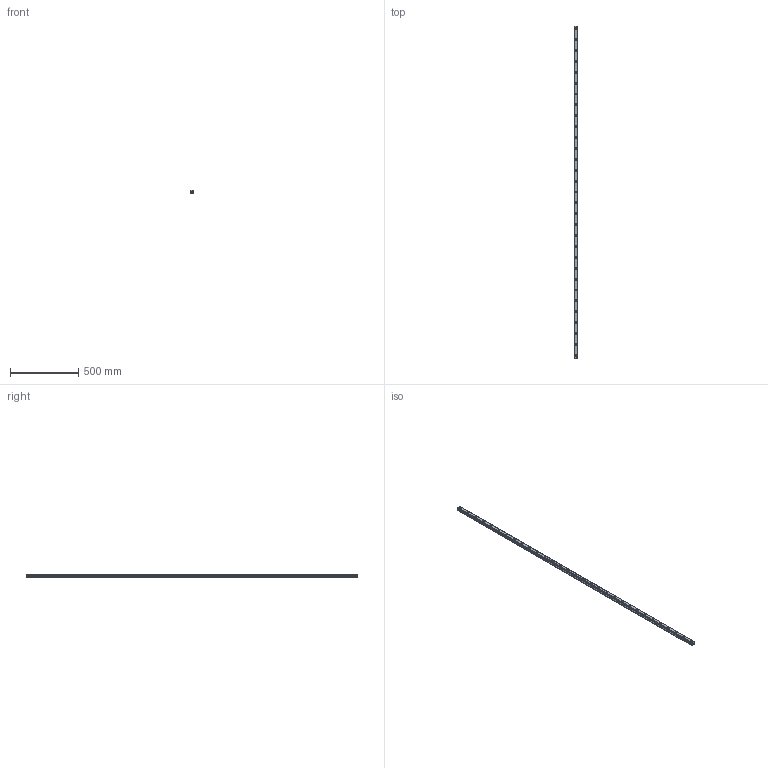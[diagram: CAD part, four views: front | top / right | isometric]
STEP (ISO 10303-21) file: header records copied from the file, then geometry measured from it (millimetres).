
FILE_DESCRIPTION(('STEP AP214'),'1');
FILE_NAME('cctmp_2FF12580-BAB8-45E5-AD12-8BF215D11C63_2020_6_24_9_34_35_451..stp','2020-06-24T07:34:35',('HIWIN GmbH'),('CADClick - www.CADClick.com'),'Spatial InterOp 3D',' ','unknown authorization');
FILE_SCHEMA(('AUTOMOTIVE_DESIGN'));
Length unit declared in the file: millimetre
Products named in the file (1): HGR30R2440H_FILE
Bounding box: 28 x 2440 x 26 mm (x, y, z)
Volume: 1418369 mm3; surface area: 303079.5 mm2
Topology: 1 solids, 1 shells, 394 faces, 885 edges, 590 vertices
Faces by surface type: cylinder 208, plane 186
Entity records: 14321 total; most frequent: DIRECTION 2091, CARTESIAN_POINT 1870, ORIENTED_EDGE 1770, EDGE_CURVE 885, AXIS2_PLACEMENT_3D 811, VERTEX_POINT 590, EDGE_LOOP 491, LINE 469
